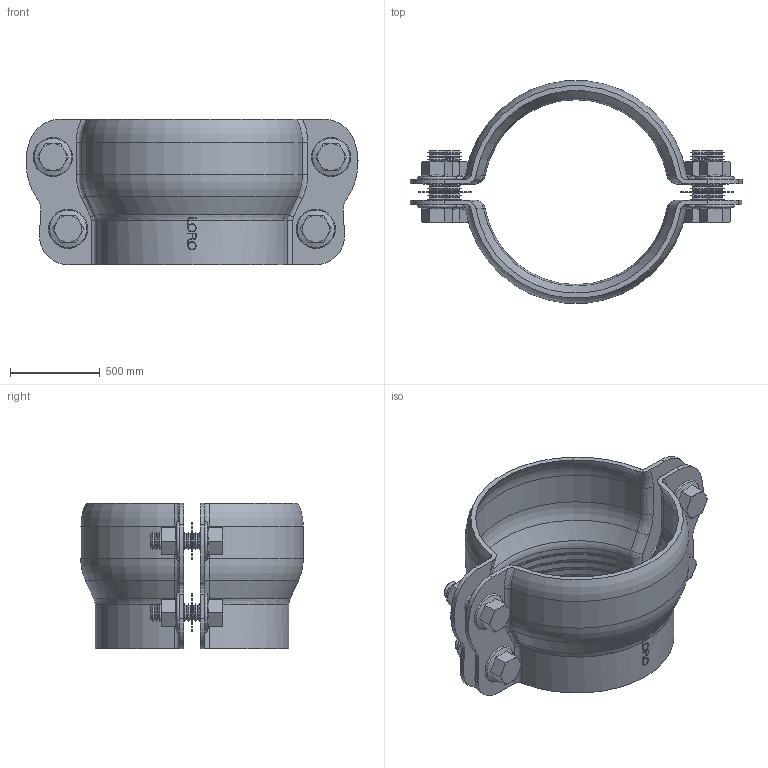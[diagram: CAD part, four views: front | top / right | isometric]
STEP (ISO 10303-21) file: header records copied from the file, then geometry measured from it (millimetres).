
FILE_DESCRIPTION(/* description */ (''),/* implementation_level */ '2;1');
FILE_NAME(/* name */ '4.806.100C_3D.stp',/* time_stamp */ '2025-03-13T10:11:23+01:00',/* author */ ('N.Hausmann'),/* organization */ (''),/* preprocessor_version */ 'ST-DEVELOPER v20',/* originating_system */ 'AutoCAD Mechanical',/* authorisation */ '');
FILE_SCHEMA (('AUTOMOTIVE_DESIGN { 1 0 10303 214 3 1 1 }'));
Length unit declared in the file: centimetre
Products named in the file (2): Product; *S1
Assembly tree (1 placements, depth 2):
  Product
    *S1
Bounding box: 1849.79 x 1240.68 x 810 mm (x, y, z)
Volume: 113896072.5 mm3; surface area: 9365056.7 mm2
Topology: 14 solids, 14 shells, 462 faces, 1074 edges, 648 vertices
Faces by surface type: cone 192, plane 119, cylinder 89, bspline 40, torus 22
Full cylindrical faces by diameter (mm): 39.984 x2, 83.76 x4, 100 x4, 110 x4, 130 x8, 210 x4
Entity records: 15490 total; most frequent: CARTESIAN_POINT 5224, ORIENTED_EDGE 2148, DIRECTION 2083, EDGE_CURVE 1074, AXIS2_PLACEMENT_3D 865, VERTEX_POINT 648, EDGE_LOOP 502, FACE_OUTER_BOUND 462
